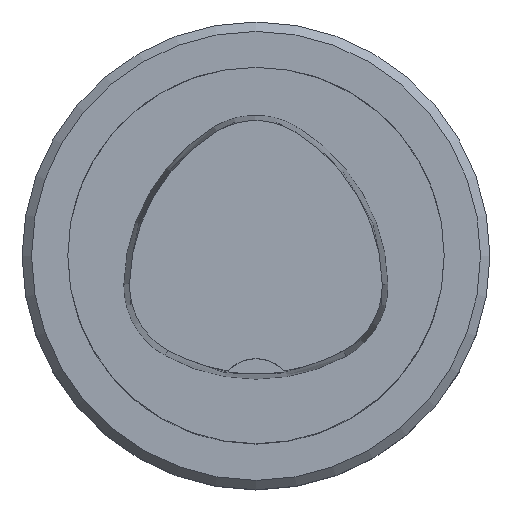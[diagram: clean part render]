
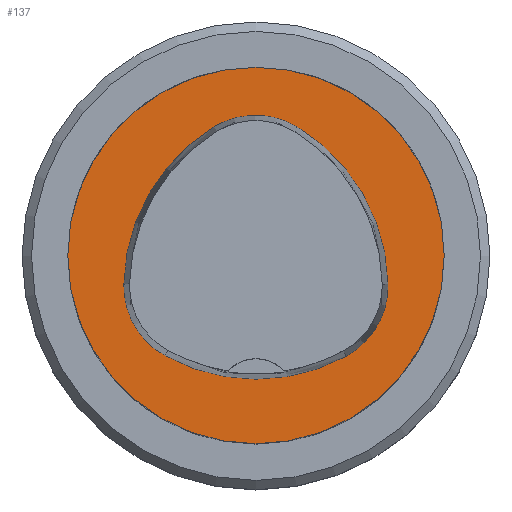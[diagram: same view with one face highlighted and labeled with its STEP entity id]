
A CAD part, top view. The second image highlights one B-rep face of the part: STEP entity #137.
In plain terms, the highlighted planar face has unit normal (0, 0, 1).
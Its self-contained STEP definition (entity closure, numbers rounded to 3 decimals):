
#137=ADVANCED_FACE('',(#183,#184),#157,.T.);
#157=PLANE('',#535);
#183=FACE_BOUND('',#211,.T.);
#184=FACE_BOUND('',#212,.T.);
#211=EDGE_LOOP('',(#282,#283,#284,#285,#286,#287));
#212=EDGE_LOOP('',(#288));
#282=ORIENTED_EDGE('',*,*,#411,.T.);
#283=ORIENTED_EDGE('',*,*,#391,.T.);
#284=ORIENTED_EDGE('',*,*,#395,.T.);
#285=ORIENTED_EDGE('',*,*,#398,.T.);
#286=ORIENTED_EDGE('',*,*,#401,.T.);
#287=ORIENTED_EDGE('',*,*,#409,.T.);
#288=ORIENTED_EDGE('',*,*,#415,.F.);
#351=VERTEX_POINT('',#740);
#352=VERTEX_POINT('',#741);
#355=VERTEX_POINT('',#749);
#357=VERTEX_POINT('',#755);
#359=VERTEX_POINT('',#761);
#366=VERTEX_POINT('',#782);
#368=VERTEX_POINT('',#795);
#391=EDGE_CURVE('',#351,#352,#447,.T.);
#395=EDGE_CURVE('',#352,#355,#449,.T.);
#398=EDGE_CURVE('',#355,#357,#451,.T.);
#401=EDGE_CURVE('',#357,#359,#453,.T.);
#409=EDGE_CURVE('',#359,#366,#457,.T.);
#411=EDGE_CURVE('',#366,#351,#459,.T.);
#415=EDGE_CURVE('',#368,#368,#463,.T.);
#447=CIRCLE('',#510,20.);
#449=CIRCLE('',#513,8.5);
#451=CIRCLE('',#516,20.);
#453=CIRCLE('',#519,8.5);
#457=CIRCLE('',#524,20.);
#459=CIRCLE('',#527,8.5);
#463=CIRCLE('',#534,20.);
#510=AXIS2_PLACEMENT_3D('',#739,#592,#593);
#513=AXIS2_PLACEMENT_3D('',#748,#600,#601);
#516=AXIS2_PLACEMENT_3D('',#754,#607,#608);
#519=AXIS2_PLACEMENT_3D('',#760,#614,#615);
#524=AXIS2_PLACEMENT_3D('',#783,#626,#627);
#527=AXIS2_PLACEMENT_3D('',#786,#632,#633);
#534=AXIS2_PLACEMENT_3D('',#794,#646,#647);
#535=AXIS2_PLACEMENT_3D('',#796,#648,#649);
#592=DIRECTION('',(0.,0.,-1.));
#593=DIRECTION('',(-1.,0.,0.));
#600=DIRECTION('',(0.,0.,-1.));
#601=DIRECTION('',(-1.,0.,0.));
#607=DIRECTION('',(0.,0.,-1.));
#608=DIRECTION('',(-1.,0.,0.));
#614=DIRECTION('',(0.,0.,-1.));
#615=DIRECTION('',(-1.,0.,0.));
#626=DIRECTION('',(0.,0.,-1.));
#627=DIRECTION('',(-1.,0.,0.));
#632=DIRECTION('',(0.,0.,-1.));
#633=DIRECTION('',(-1.,0.,0.));
#646=DIRECTION('',(0.,0.,-1.));
#647=DIRECTION('',(-1.,0.,0.));
#648=DIRECTION('',(0.,0.,1.));
#649=DIRECTION('',(1.,0.,0.));
#739=CARTESIAN_POINT('',(5.955,-3.414,0.));
#740=CARTESIAN_POINT('',(-14.041,-3.042,0.));
#741=CARTESIAN_POINT('',(-4.472,13.653,0.));
#748=CARTESIAN_POINT('',(-0.04,6.4,0.));
#749=CARTESIAN_POINT('',(4.347,13.68,0.));
#754=CARTESIAN_POINT('',(-5.976,-3.45,0.));
#755=CARTESIAN_POINT('',(14.021,-3.075,0.));
#760=CARTESIAN_POINT('',(5.522,-3.235,0.));
#761=CARTESIAN_POINT('',(9.588,-10.699,0.));
#782=CARTESIAN_POINT('',(-9.655,-10.639,0.));
#783=CARTESIAN_POINT('',(0.022,6.864,0.));
#786=CARTESIAN_POINT('',(-5.543,-3.2,0.));
#794=CARTESIAN_POINT('',(0.,0.,0.));
#795=CARTESIAN_POINT('',(-20.,0.,0.));
#796=CARTESIAN_POINT('',(0.,0.,0.));
